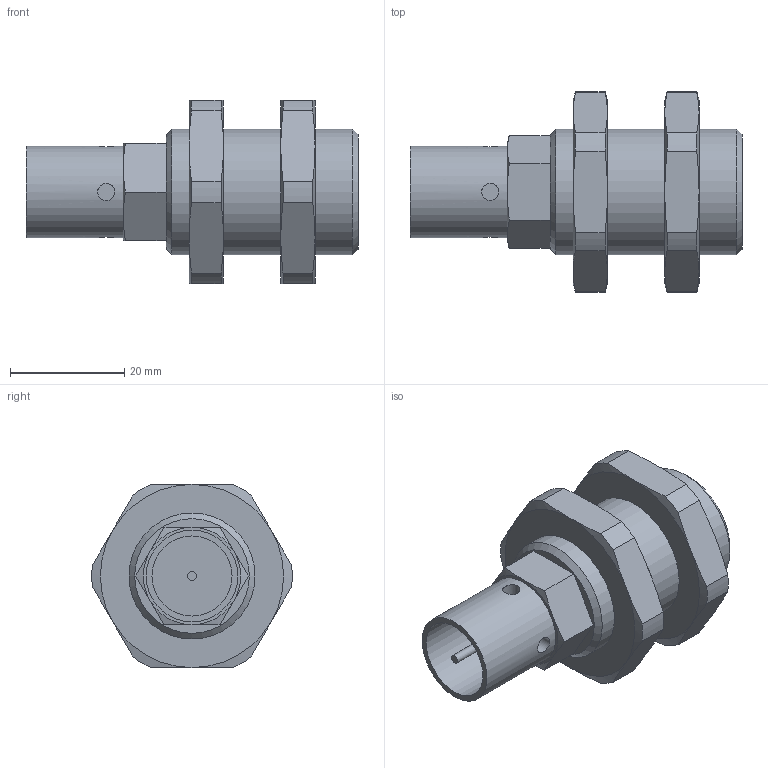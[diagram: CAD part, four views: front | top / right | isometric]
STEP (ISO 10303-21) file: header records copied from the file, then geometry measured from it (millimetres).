
FILE_DESCRIPTION(/* description */ ('STEP AP214'),/* implementation_level */ '2;1');
FILE_NAME(/* name */ '100430_SFL-100-S',/* time_stamp */ '2024-09-15T02:15:39+02:00',/* author */ ('License CC BY-ND 4.0'),/* organization */ ('CADENAS'),/* preprocessor_version */ 'ST-DEVELOPER v19.3',/* originating_system */ 'PARTsolutions',/* authorisation */ ' ');
FILE_SCHEMA (('AUTOMOTIVE_DESIGN {1 0 10303 214 3 1 1}'));
Length unit declared in the file: millimetre
Products named in the file (1): 100430 SFL-100-S
Bounding box: 58 x 35 x 32 mm (x, y, z)
Volume: 20941.5 mm3; surface area: 7663.8 mm2
Topology: 1 solids, 1 shells, 97 faces, 217 edges, 136 vertices
Faces by surface type: plane 41, cone 32, cylinder 24
Full cylindrical faces by diameter (mm): 1.5 x1, 3 x4, 4 x1, 14 x1, 16 x1, 18 x1, 22 x3
Entity records: 2654 total; most frequent: CARTESIAN_POINT 640, DIRECTION 402, ORIENTED_EDGE 388, EDGE_CURVE 194, AXIS2_PLACEMENT_3D 174, VERTEX_POINT 128, EDGE_LOOP 126, FACE_BOUND 126
